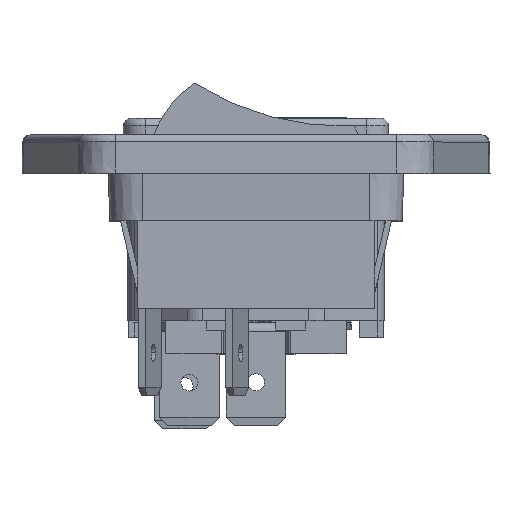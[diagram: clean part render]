
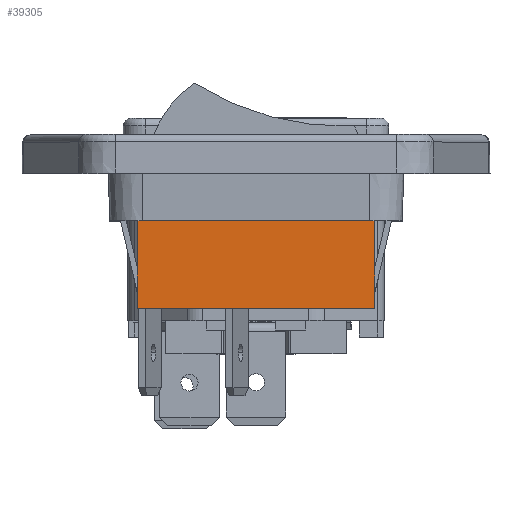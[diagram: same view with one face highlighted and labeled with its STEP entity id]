
A CAD part, top view. The second image highlights one B-rep face of the part: STEP entity #39305.
In plain terms, the highlighted planar face has unit normal (0, 0, 1).
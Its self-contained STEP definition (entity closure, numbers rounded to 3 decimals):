
#839 = VECTOR ( 'NONE', #8616, 1000. ) ;
#1586 = FACE_OUTER_BOUND ( 'NONE', #28130, .T. ) ;
#7866 = CARTESIAN_POINT ( 'NONE',  ( 12.503, -18.283, 22.694 ) ) ;
#7919 = CARTESIAN_POINT ( 'NONE',  ( -12.498, -18.283, 22.694 ) ) ;
#8159 = CARTESIAN_POINT ( 'NONE',  ( -12.498, -2.083, 22.694 ) ) ;
#8616 = DIRECTION ( 'NONE',  ( 0., 1., 0. ) ) ;
#10239 = VERTEX_POINT ( 'NONE', #40512 ) ;
#11437 = VECTOR ( 'NONE', #38941, 1000. ) ;
#11733 = AXIS2_PLACEMENT_3D ( 'NONE', #20752, #36914, #44219 ) ;
#12786 = ORIENTED_EDGE ( 'NONE', *, *, #12899, .F. ) ;
#12899 = EDGE_CURVE ( 'NONE', #37012, #43963, #42970, .T. ) ;
#14176 = CARTESIAN_POINT ( 'NONE',  ( 12.503, -18.283, 22.694 ) ) ;
#14180 = EDGE_CURVE ( 'NONE', #10239, #37012, #28006, .T. ) ;
#16206 = ORIENTED_EDGE ( 'NONE', *, *, #47674, .T. ) ;
#18708 = VECTOR ( 'NONE', #23298, 1000. ) ;
#20752 = CARTESIAN_POINT ( 'NONE',  ( -12.498, -18.283, 22.694 ) ) ;
#23298 = DIRECTION ( 'NONE',  ( 1., 0., 0. ) ) ;
#23989 = LINE ( 'NONE', #7866, #839 ) ;
#28006 = LINE ( 'NONE', #46919, #35681 ) ;
#28130 = EDGE_LOOP ( 'NONE', ( #16206, #31336, #12786, #30733 ) ) ;
#30733 = ORIENTED_EDGE ( 'NONE', *, *, #14180, .F. ) ;
#31336 = ORIENTED_EDGE ( 'NONE', *, *, #46167, .T. ) ;
#33649 = VERTEX_POINT ( 'NONE', #14176 ) ;
#35681 = VECTOR ( 'NONE', #47174, 1000. ) ;
#36159 = PLANE ( 'NONE',  #11733 ) ;
#36621 = CARTESIAN_POINT ( 'NONE',  ( 12.503, -2.083, 22.694 ) ) ;
#36914 = DIRECTION ( 'NONE',  ( 0., 0., 1. ) ) ;
#37012 = VERTEX_POINT ( 'NONE', #38866 ) ;
#38866 = CARTESIAN_POINT ( 'NONE',  ( -12.498, -2.083, 22.694 ) ) ;
#38941 = DIRECTION ( 'NONE',  ( 1., 0., 0. ) ) ;
#39305 = ADVANCED_FACE ( 'NONE', ( #1586 ), #36159, .T. ) ;
#40512 = CARTESIAN_POINT ( 'NONE',  ( -12.498, -18.283, 22.694 ) ) ;
#42970 = LINE ( 'NONE', #8159, #11437 ) ;
#43230 = LINE ( 'NONE', #7919, #18708 ) ;
#43963 = VERTEX_POINT ( 'NONE', #36621 ) ;
#44219 = DIRECTION ( 'NONE',  ( 0., -1., 0. ) ) ;
#46167 = EDGE_CURVE ( 'NONE', #33649, #43963, #23989, .T. ) ;
#46919 = CARTESIAN_POINT ( 'NONE',  ( -12.498, -18.283, 22.694 ) ) ;
#47174 = DIRECTION ( 'NONE',  ( 0., 1., 0. ) ) ;
#47674 = EDGE_CURVE ( 'NONE', #10239, #33649, #43230, .T. ) ;
